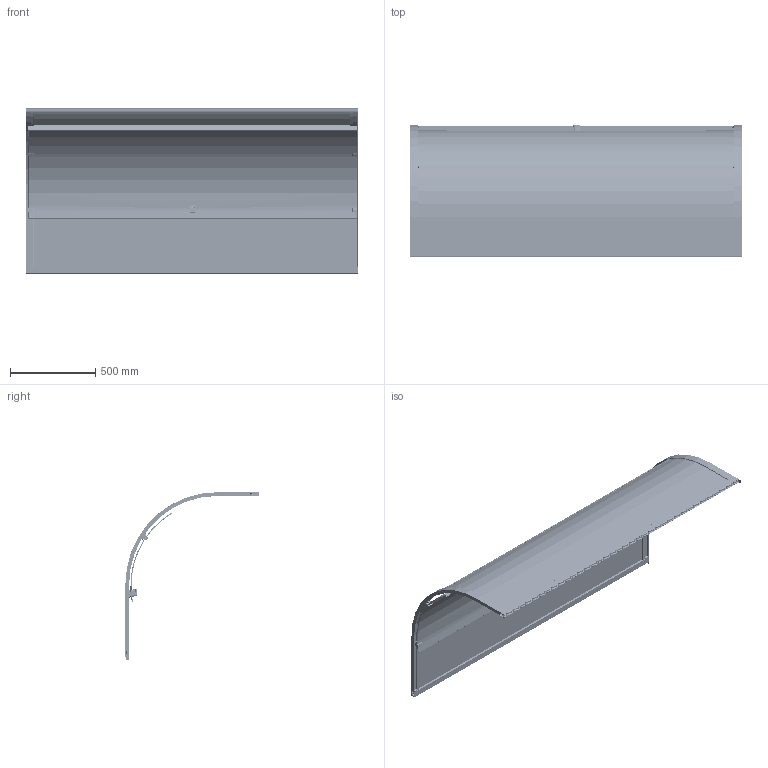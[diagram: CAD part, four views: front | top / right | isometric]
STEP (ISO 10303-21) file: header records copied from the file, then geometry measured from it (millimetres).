
FILE_DESCRIPTION((''),'2;1');
FILE_NAME('ASF8A_ASM','2019-09-27T',('admin'),(''),'PRO/ENGINEER BY PARAMETRIC TECHNOLOGY CORPORATION, 2010280','PRO/ENGINEER BY PARAMETRIC TECHNOLOGY CORPORATION, 2010280','');
FILE_SCHEMA(('CONFIG_CONTROL_DESIGN','SHAPE_APPEARANCE_LAYERS_GROUPS'));
Length unit declared in the file: millimetre
Products named in the file (55): AD267-N-91_4; AD255-N_5; N--91R_3; NA089X613-S_2; NA089X613_2; AD297_2; NA089-196_3; TC190-204_3; NA469_4; BH747X1860_1; MA436X1860_2; AD296_1; PF030_4; PF301_4; MANIFOLD_SOLID_BREP_39176; MANIFOLD_SOLID_BREP_39464; CS320_6_ASM; M4-14_5; CS320_ASM_4_ASM; M4_4; PF077_4; PF076_4; PF033-B_4; MA081_4; MA069-1_4; PF033-A_4; PF034_4; PF305_ASM_4_ASM; FF056_4; NA012_4; FF104_4; FF058_4; FF061_4; FF089_4; ST4X12_4; FF059_4; FF325_ASM_4_ASM; CP587X1930_1; ME666_7; ME667_7 ...
Assembly tree (83 placements, depth 7):
  ASF8A_ASM
    ASF91X_ASM_3_ASM
      AD267-N-91_4
      AD255-N_5  x2
      N--91R_3
      NA089X613-S_2
      NA089X613_2
      AD297_2
      NA089-196_3  x2
      TC190-204_3
      NA469_4  x4
      BH747X1860_1
      MA436X1860_2
      AD296_ASM_1_ASM
        AD296_1
        PF305_ASM_4_ASM  x2
          PF030_4
          PF301_4
          CS320_ASM_4_ASM
            CS320_6_ASM
              MANIFOLD_SOLID_BREP_39176
              MANIFOLD_SOLID_BREP_39464
            M4-14_5
          M4_4
          PF077_4
          PF076_4
          PF033-B_4
          MA081_4
          MA069-1_4
          PF033-A_4
          PF034_4
        FF325_ASM_4_ASM  x2
          FF056_4
          NA012_4
          M4_4
          M4-14_5
          FF104_4
          FF058_4
          FF061_4
          FF089_4
          ST4X12_4
          FF059_4
        CP587X1930_1
        ME665_ASM_7_ASM
          ME666_7
          ME667_7
          ME668_7  x2
          ME437_7
      AD256-N_9_ASM  x2
        MANIFOLD_SOLID_BREP_106346
        MANIFOLD_SOLID_BREP_107184
        MANIFOLD_SOLID_BREP_108022
      AE317_4  x4
      AE435_9  x4
      ST4X30PANTOU_8  x8
      PRT0011-2_4
      PRT0011_6
Bounding box: 1951.5 x 787.99 x 985.57 mm (x, y, z)
Volume: 19277959.4 mm3; surface area: 8939857.9 mm2
Topology: 107 solids, 107 shells, 9370 faces, 26462 edges, 17502 vertices
Faces by surface type: plane 5508, cylinder 2361, torus 531, bspline 506, cone 296, extrusion 120, sphere 44, revolution 4
Entity records: 154370 total; most frequent: CARTESIAN_POINT 54932, ORIENTED_EDGE 20844, DIRECTION 19712, EDGE_CURVE 10422, VERTEX_POINT 6836, AXIS2_PLACEMENT_3D 6576, VECTOR 6556, LINE 6513
